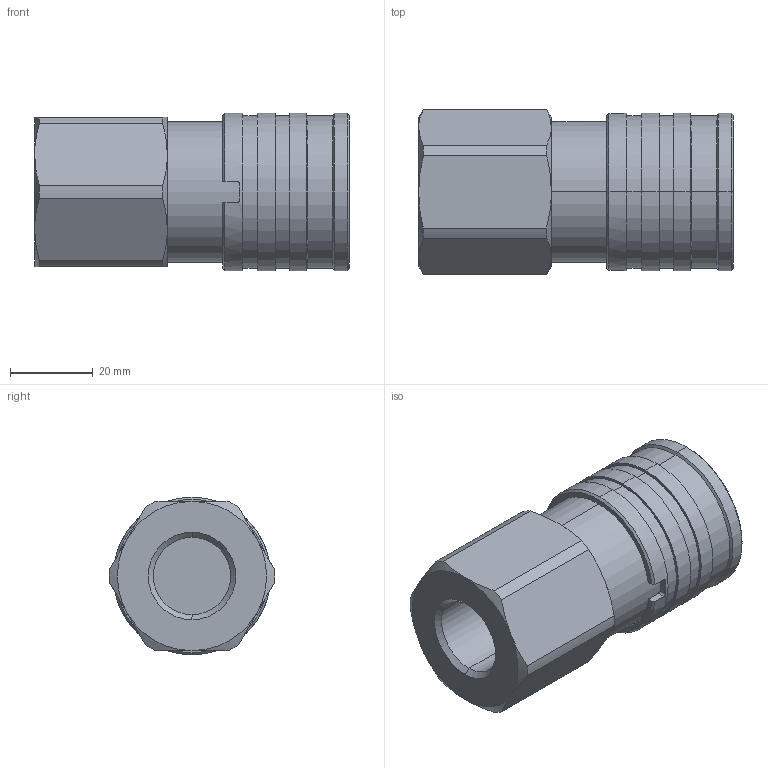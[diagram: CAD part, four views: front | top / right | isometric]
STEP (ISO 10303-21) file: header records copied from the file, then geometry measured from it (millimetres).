
FILE_DESCRIPTION (( 'STEP AP214' ), '1' );
FILE_NAME ('FEM-501-8FB.STEP', '2012-01-30T13:10:23', ( 'admin' ), ( 'Microsoft' ), 'SwSTEP 2.0', 'SolidWorks 2009', '' );
FILE_SCHEMA (( 'AUTOMOTIVE_DESIGN' ));
Length unit declared in the file: millimetre
Products named in the file (1): FEM-501-8FB
Bounding box: 75.9 x 39.99 x 38 mm (x, y, z)
Volume: 76443.8 mm3; surface area: 15066 mm2
Topology: 2 solids, 2 shells, 134 faces, 299 edges, 186 vertices
Faces by surface type: cylinder 58, plane 34, cone 31, torus 7, bspline 2, sphere 2
Entity records: 4142 total; most frequent: CARTESIAN_POINT 1132, DIRECTION 653, ORIENTED_EDGE 598, EDGE_CURVE 299, AXIS2_PLACEMENT_3D 277, VERTEX_POINT 186, EDGE_LOOP 151, CIRCLE 144
